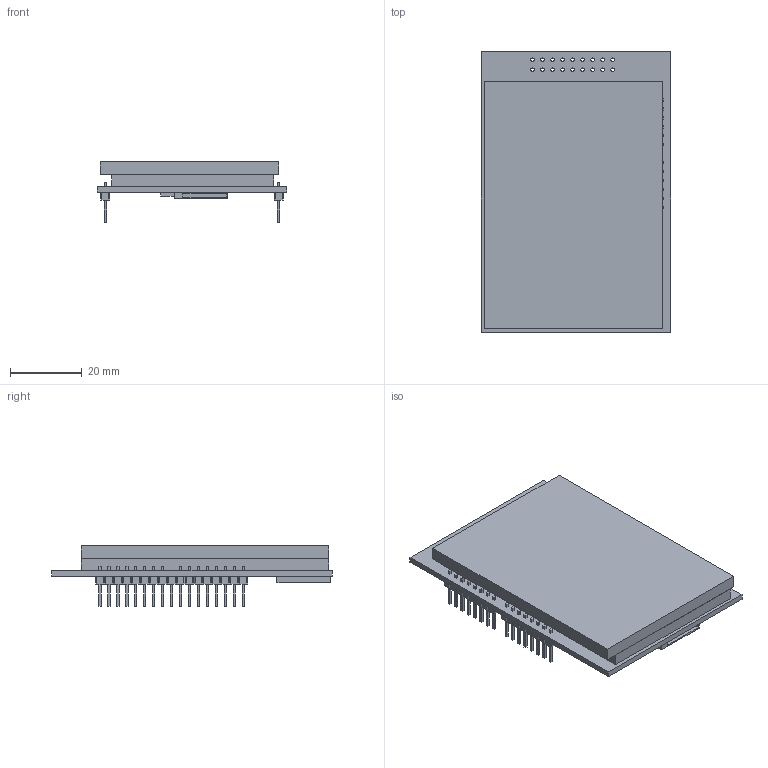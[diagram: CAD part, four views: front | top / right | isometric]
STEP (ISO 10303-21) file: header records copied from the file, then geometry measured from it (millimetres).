
FILE_DESCRIPTION(/* description */ (''),/* implementation_level */ '2;1');
FILE_NAME(/* name */ 'Elegoo_2.8_TFT_LCD_Display.stp',/* time_stamp */ '2019-01-18T09:19:48+01:00',/* author */ ('blender'),/* organization */ (''),/* preprocessor_version */ 'ST-DEVELOPER v16.5',/* originating_system */ 'Autodesk Inventor 2017',/* authorisation */ '');
FILE_SCHEMA (('AUTOMOTIVE_DESIGN { 1 0 10303 214 3 1 1 }'));
Length unit declared in the file: millimetre
Products named in the file (1): Elegoo_2.8_TFT_LCD_Display
Bounding box: 52.9 x 78.3 x 16.9 mm (x, y, z)
Volume: 30150.2 mm3; surface area: 20036.3 mm2
Topology: 37 solids, 37 shells, 522 faces, 1356 edges, 910 vertices
Faces by surface type: plane 504, cylinder 18
Full cylindrical faces by diameter (mm): 1 x18
Entity records: 15641 total; most frequent: CARTESIAN_POINT 2735, ORIENTED_EDGE 2640, DIRECTION 2402, EDGE_CURVE 1320, LINE 1284, VECTOR 1284, VERTEX_POINT 892, EDGE_LOOP 634
